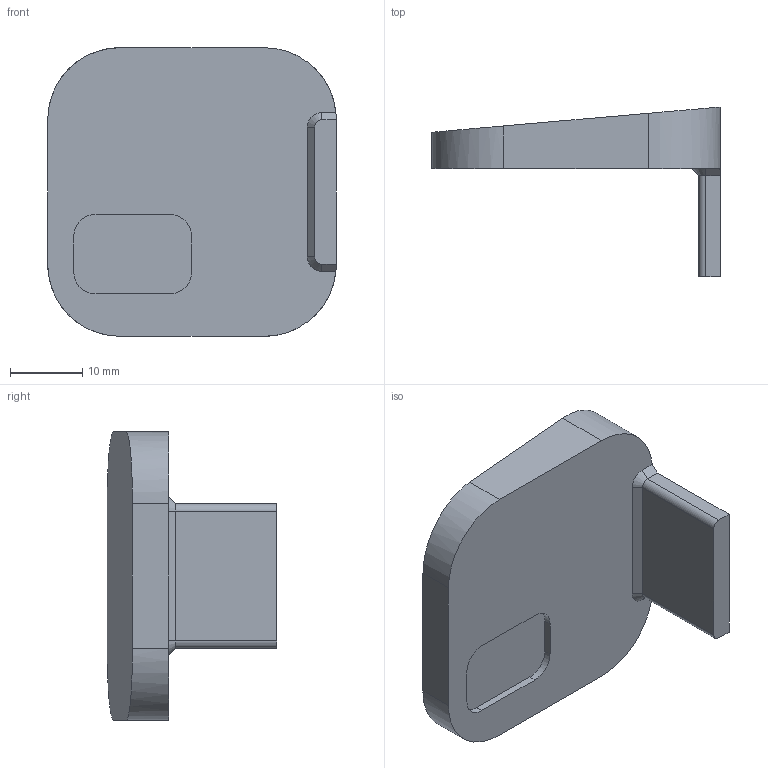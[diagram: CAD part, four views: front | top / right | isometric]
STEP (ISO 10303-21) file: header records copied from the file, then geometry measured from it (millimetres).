
FILE_DESCRIPTION (( 'STEP AP214' ), '1' );
FILE_NAME ('platform on top of solenoid V2.STEP', '2025-03-26T07:45:04', ( '' ), ( '' ), 'SwSTEP 2.0', 'SolidWorks 2024', '' );
FILE_SCHEMA (( 'AUTOMOTIVE_DESIGN' ));
Length unit declared in the file: millimetre
Products named in the file (1): platform on top of solenoid V2
Bounding box: 40 x 23.5 x 40 mm (x, y, z)
Volume: 10955.7 mm3; surface area: 4711.7 mm2
Topology: 1 solids, 1 shells, 30 faces, 75 edges, 48 vertices
Faces by surface type: plane 18, cylinder 10, cone 2
Entity records: 912 total; most frequent: CARTESIAN_POINT 172, ORIENTED_EDGE 150, DIRECTION 149, EDGE_CURVE 75, LINE 51, VECTOR 51, AXIS2_PLACEMENT_3D 49, VERTEX_POINT 48
